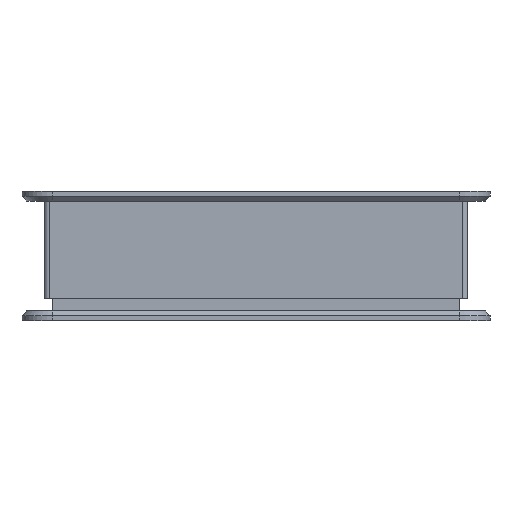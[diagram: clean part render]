
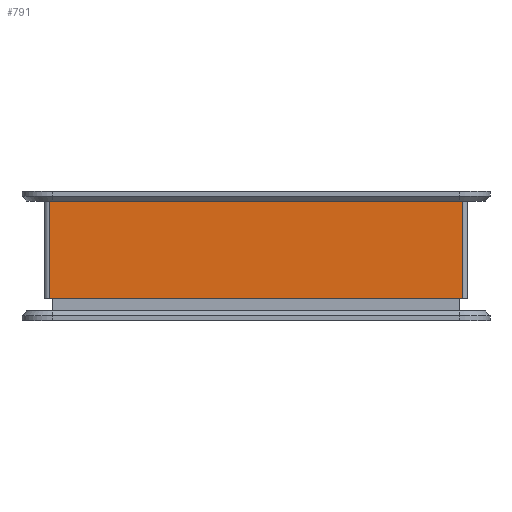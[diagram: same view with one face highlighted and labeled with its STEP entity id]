
A CAD part, left-side view. The second image highlights one B-rep face of the part: STEP entity #791.
In plain terms, the highlighted planar face has unit normal (-1, 0, 0).
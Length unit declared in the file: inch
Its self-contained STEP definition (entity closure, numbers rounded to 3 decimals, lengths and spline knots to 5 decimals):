
#23 = VECTOR ( 'NONE', #3109, 39.37008 ) ;
#65 = EDGE_CURVE ( 'NONE', #724, #3416, #2623, .T. ) ;
#126 = ORIENTED_EDGE ( 'NONE', *, *, #65, .T. ) ;
#363 = CARTESIAN_POINT ( 'NONE',  ( -0.219, 0.849, 0.09 ) ) ;
#724 = VERTEX_POINT ( 'NONE', #3057 ) ;
#791 = ADVANCED_FACE ( 'NONE', ( #4615 ), #4092, .F. ) ;
#1225 = VECTOR ( 'NONE', #2898, 39.37008 ) ;
#1244 = CARTESIAN_POINT ( 'NONE',  ( -0.219, 0.849, 0.09 ) ) ;
#1548 = VECTOR ( 'NONE', #1726, 39.37008 ) ;
#1630 = CARTESIAN_POINT ( 'NONE',  ( -0.219, 0.869, 0.09 ) ) ;
#1660 = LINE ( 'NONE', #1630, #1548 ) ;
#1693 = CARTESIAN_POINT ( 'NONE',  ( -0.219, -0.849, 0.09 ) ) ;
#1726 = DIRECTION ( 'NONE',  ( 0., 1., 0. ) ) ;
#1787 = ORIENTED_EDGE ( 'NONE', *, *, #2796, .T. ) ;
#1807 = LINE ( 'NONE', #363, #4878 ) ;
#2074 = CARTESIAN_POINT ( 'NONE',  ( -0.219, 0.869, 0.49 ) ) ;
#2196 = AXIS2_PLACEMENT_3D ( 'NONE', #4714, #2641, #4229 ) ;
#2623 = LINE ( 'NONE', #2074, #23 ) ;
#2641 = DIRECTION ( 'NONE',  ( 1., 0., 0. ) ) ;
#2796 = EDGE_CURVE ( 'NONE', #4147, #724, #3930, .T. ) ;
#2898 = DIRECTION ( 'NONE',  ( 0., 0., 1. ) ) ;
#3057 = CARTESIAN_POINT ( 'NONE',  ( -0.219, -0.849, 0.49 ) ) ;
#3109 = DIRECTION ( 'NONE',  ( 0., 1., 0. ) ) ;
#3258 = CARTESIAN_POINT ( 'NONE',  ( -0.219, 0.849, 0.49 ) ) ;
#3307 = EDGE_CURVE ( 'NONE', #3416, #4644, #1807, .T. ) ;
#3416 = VERTEX_POINT ( 'NONE', #3258 ) ;
#3930 = LINE ( 'NONE', #5439, #1225 ) ;
#4092 = PLANE ( 'NONE',  #2196 ) ;
#4108 = EDGE_CURVE ( 'NONE', #4147, #4644, #1660, .T. ) ;
#4147 = VERTEX_POINT ( 'NONE', #1693 ) ;
#4229 = DIRECTION ( 'NONE',  ( 0., 1., 0. ) ) ;
#4370 = ORIENTED_EDGE ( 'NONE', *, *, #3307, .T. ) ;
#4615 = FACE_OUTER_BOUND ( 'NONE', #5028, .T. ) ;
#4644 = VERTEX_POINT ( 'NONE', #1244 ) ;
#4714 = CARTESIAN_POINT ( 'NONE',  ( -0.219, 0.869, 0.09 ) ) ;
#4878 = VECTOR ( 'NONE', #5742, 39.37008 ) ;
#5028 = EDGE_LOOP ( 'NONE', ( #126, #4370, #5925, #1787 ) ) ;
#5439 = CARTESIAN_POINT ( 'NONE',  ( -0.219, -0.849, 0.09 ) ) ;
#5742 = DIRECTION ( 'NONE',  ( 0., 0., -1. ) ) ;
#5925 = ORIENTED_EDGE ( 'NONE', *, *, #4108, .F. ) ;
